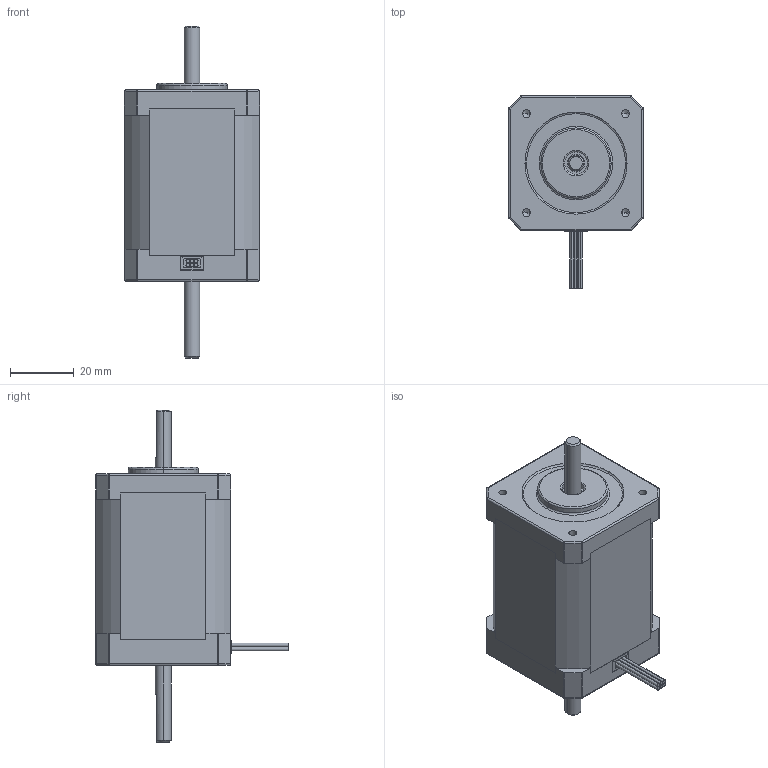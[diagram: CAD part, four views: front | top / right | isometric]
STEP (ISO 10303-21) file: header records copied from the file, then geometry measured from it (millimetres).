
FILE_DESCRIPTION (( 'STEP AP214' ), '1' );
FILE_NAME ('17HS24-1206D.STEP', '2022-04-20T09:04:16', ( '' ), ( '' ), 'SwSTEP 2.0', 'SolidWorks 2016', '' );
FILE_SCHEMA (( 'AUTOMOTIVE_DESIGN' ));
Length unit declared in the file: millimetre
Products named in the file (1): 17HS24-1206D
Bounding box: 42.32 x 60.31 x 104 mm (x, y, z)
Volume: 103548.7 mm3; surface area: 14808.2 mm2
Topology: 1 solids, 1 shells, 288 faces, 708 edges, 434 vertices
Faces by surface type: plane 146, cylinder 86, torus 26, sphere 16, cone 14
Entity records: 9917 total; most frequent: CARTESIAN_POINT 1615, DIRECTION 1470, ORIENTED_EDGE 1384, EDGE_CURVE 692, AXIS2_PLACEMENT_3D 549, VERTEX_POINT 434, VECTOR 372, LINE 372
